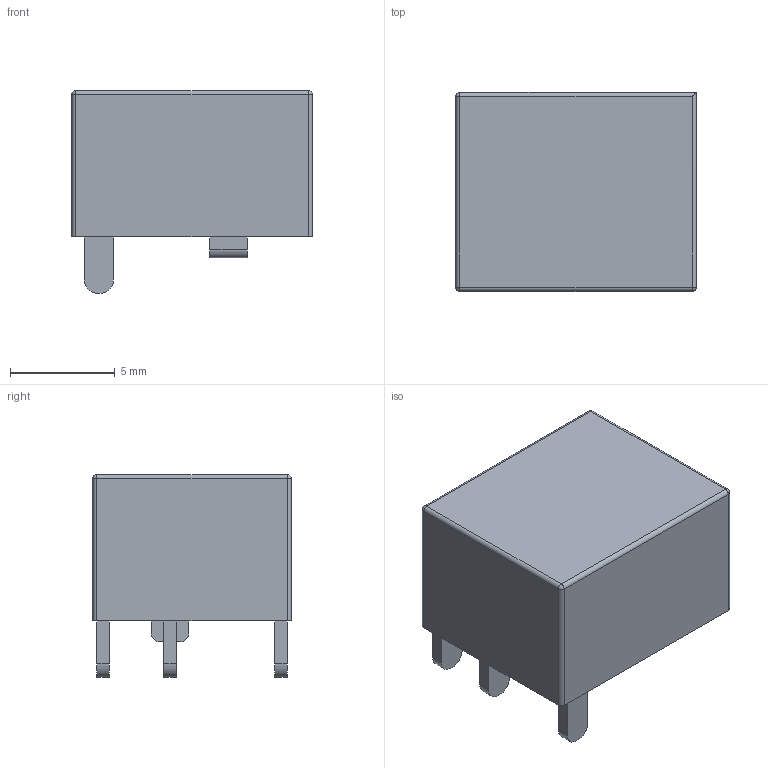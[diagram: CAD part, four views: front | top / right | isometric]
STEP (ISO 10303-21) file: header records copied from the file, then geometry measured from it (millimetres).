
FILE_DESCRIPTION(('FreeCAD Model'),'2;1');
FILE_NAME('Open CASCADE Shape Model','2024-05-18T22:29:32',(''),(''), 'Open CASCADE STEP processor 7.6','FreeCAD','Unknown');
FILE_SCHEMA(('AUTOMOTIVE_DESIGN { 1 0 10303 214 1 1 1 1 }'));
Length unit declared in the file: millimetre
Products named in the file (6): DC044_connector_5_5x2_1mm; Housing; Center pin; Connector 2; Connector 3; Connector 4
Assembly tree (5 placements, depth 2):
  DC044_connector_5_5x2_1mm
    Housing
    Center pin
    Connector 2
    Connector 3
    Connector 4
Bounding box: 11.5 x 9.5 x 9.7 mm (x, y, z)
Volume: 479.3 mm3; surface area: 799.1 mm2
Topology: 5 solids, 5 shells, 54 faces, 117 edges, 72 vertices
Faces by surface type: plane 32, cylinder 17, sphere 3, torus 1, revolution 1
Full cylindrical faces by diameter (mm): 1.65 x1, 6 x1
Entity records: 1594 total; most frequent: DIRECTION 270, CARTESIAN_POINT 256, ORIENTED_EDGE 228, EDGE_CURVE 114, AXIS2_PLACEMENT_3D 96, LINE 77, VECTOR 77, VERTEX_POINT 72
